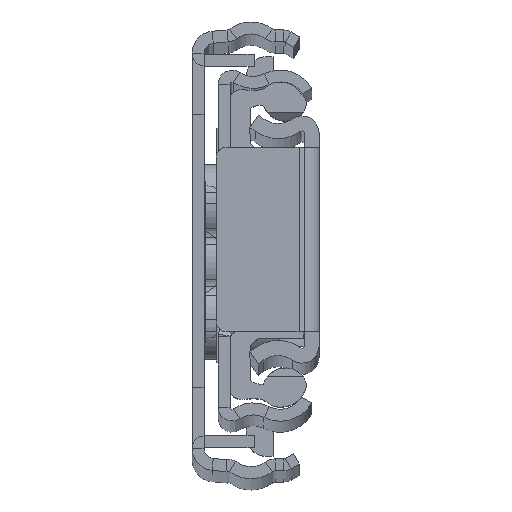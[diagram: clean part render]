
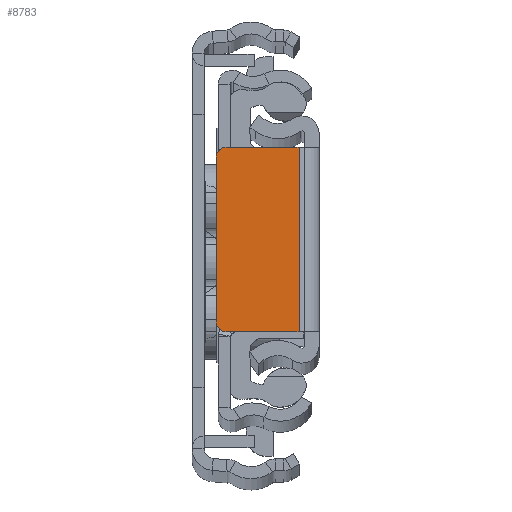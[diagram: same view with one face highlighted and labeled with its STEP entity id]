
A CAD part, top view. The second image highlights one B-rep face of the part: STEP entity #8783.
In plain terms, the highlighted planar face has unit normal (0, 0, 1).
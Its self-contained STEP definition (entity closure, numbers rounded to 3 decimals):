
#46 = EDGE_CURVE ( 'NONE', #6802, #2536, #9590, .T. ) ;
#144 = EDGE_CURVE ( 'NONE', #3963, #2536, #6268, .T. ) ;
#325 = LINE ( 'NONE', #7288, #3270 ) ;
#458 = ORIENTED_EDGE ( 'NONE', *, *, #14124, .T. ) ;
#462 = EDGE_LOOP ( 'NONE', ( #18968, #17000, #15033, #15029, #458, #11518 ) ) ;
#1357 = CARTESIAN_POINT ( 'NONE',  ( 0., -9.25, 0. ) ) ;
#2536 = VERTEX_POINT ( 'NONE', #6302 ) ;
#2853 = PLANE ( 'NONE',  #15550 ) ;
#3270 = VECTOR ( 'NONE', #19430, 1000. ) ;
#3619 = EDGE_CURVE ( 'NONE', #16416, #20508, #5100, .T. ) ;
#3963 = VERTEX_POINT ( 'NONE', #22209 ) ;
#3986 = DIRECTION ( 'NONE',  ( 0., 0., 1. ) ) ;
#4098 = DIRECTION ( 'NONE',  ( -1., 0., 0. ) ) ;
#4543 = EDGE_CURVE ( 'NONE', #20508, #7067, #325, .T. ) ;
#5100 = CIRCLE ( 'NONE', #13481, 1. ) ;
#5337 = LINE ( 'NONE', #19540, #6645 ) ;
#5726 = CARTESIAN_POINT ( 'NONE',  ( -9.3, -8.25, 0. ) ) ;
#6268 = LINE ( 'NONE', #1357, #22032 ) ;
#6302 = CARTESIAN_POINT ( 'NONE',  ( -2., -9.25, 0. ) ) ;
#6645 = VECTOR ( 'NONE', #21250, 1000. ) ;
#6802 = VERTEX_POINT ( 'NONE', #9443 ) ;
#7067 = VERTEX_POINT ( 'NONE', #7155 ) ;
#7155 = CARTESIAN_POINT ( 'NONE',  ( -10.3, -8.25, 0. ) ) ;
#7288 = CARTESIAN_POINT ( 'NONE',  ( -10.3, 0., 0. ) ) ;
#7590 = CARTESIAN_POINT ( 'NONE',  ( -10.3, 8.25, 0. ) ) ;
#7900 = FACE_OUTER_BOUND ( 'NONE', #462, .T. ) ;
#8783 = ADVANCED_FACE ( 'NONE', ( #7900 ), #2853, .F. ) ;
#9443 = CARTESIAN_POINT ( 'NONE',  ( -2., 9.25, 0. ) ) ;
#9590 = LINE ( 'NONE', #11291, #19835 ) ;
#9827 = DIRECTION ( 'NONE',  ( 0., 0., -1. ) ) ;
#11001 = CARTESIAN_POINT ( 'NONE',  ( -9.3, 8.25, 0. ) ) ;
#11291 = CARTESIAN_POINT ( 'NONE',  ( -2., -9.25, 0. ) ) ;
#11518 = ORIENTED_EDGE ( 'NONE', *, *, #3619, .T. ) ;
#11669 = CARTESIAN_POINT ( 'NONE',  ( -9.3, 9.25, 0. ) ) ;
#12567 = EDGE_CURVE ( 'NONE', #7067, #3963, #13511, .T. ) ;
#13481 = AXIS2_PLACEMENT_3D ( 'NONE', #11001, #17945, #21447 ) ;
#13511 = CIRCLE ( 'NONE', #17145, 1. ) ;
#14124 = EDGE_CURVE ( 'NONE', #6802, #16416, #5337, .T. ) ;
#14846 = CARTESIAN_POINT ( 'NONE',  ( 0., 0., 0. ) ) ;
#15029 = ORIENTED_EDGE ( 'NONE', *, *, #46, .F. ) ;
#15033 = ORIENTED_EDGE ( 'NONE', *, *, #144, .T. ) ;
#15550 = AXIS2_PLACEMENT_3D ( 'NONE', #14846, #9827, #16774 ) ;
#16416 = VERTEX_POINT ( 'NONE', #11669 ) ;
#16648 = DIRECTION ( 'NONE',  ( 1., 0., 0. ) ) ;
#16774 = DIRECTION ( 'NONE',  ( -1., 0., 0. ) ) ;
#17000 = ORIENTED_EDGE ( 'NONE', *, *, #12567, .T. ) ;
#17145 = AXIS2_PLACEMENT_3D ( 'NONE', #5726, #3986, #4098 ) ;
#17945 = DIRECTION ( 'NONE',  ( 0., 0., 1. ) ) ;
#18968 = ORIENTED_EDGE ( 'NONE', *, *, #4543, .T. ) ;
#19430 = DIRECTION ( 'NONE',  ( 0., -1., 0. ) ) ;
#19540 = CARTESIAN_POINT ( 'NONE',  ( 0., 9.25, 0. ) ) ;
#19835 = VECTOR ( 'NONE', #21400, 1000. ) ;
#20508 = VERTEX_POINT ( 'NONE', #7590 ) ;
#21250 = DIRECTION ( 'NONE',  ( -1., 0., 0. ) ) ;
#21400 = DIRECTION ( 'NONE',  ( 0., -1., 0. ) ) ;
#21447 = DIRECTION ( 'NONE',  ( -1., 0., 0. ) ) ;
#22032 = VECTOR ( 'NONE', #16648, 1000. ) ;
#22209 = CARTESIAN_POINT ( 'NONE',  ( -9.3, -9.25, 0. ) ) ;
